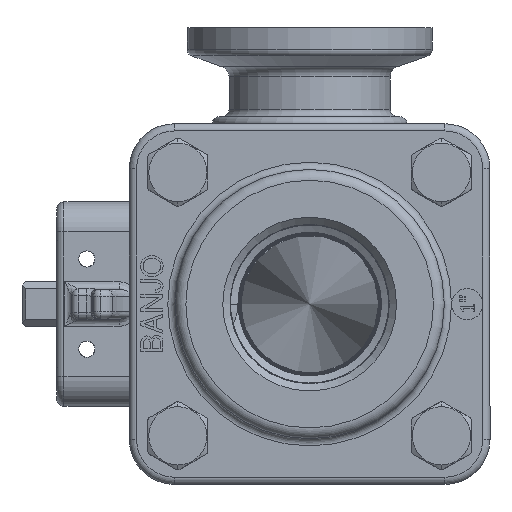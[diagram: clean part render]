
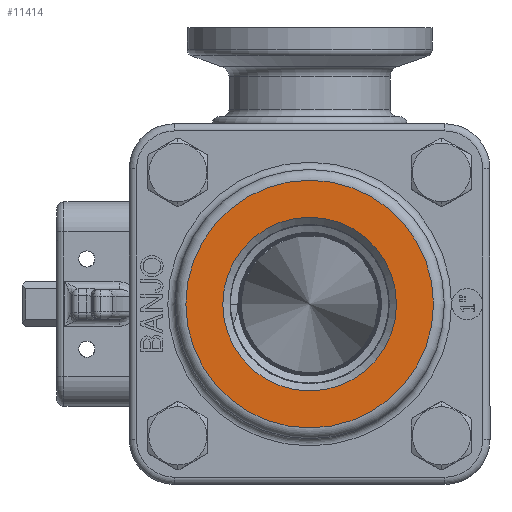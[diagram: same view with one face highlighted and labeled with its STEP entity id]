
A CAD part, left-side view. The second image highlights one B-rep face of the part: STEP entity #11414.
In plain terms, the highlighted face is planar.
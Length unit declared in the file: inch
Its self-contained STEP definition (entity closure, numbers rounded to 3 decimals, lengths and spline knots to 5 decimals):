
#1083=FACE_BOUND('',#2227,.T.);
#1468=FACE_OUTER_BOUND('',#2226,.T.);
#2226=EDGE_LOOP('',(#9299,#9300));
#2227=EDGE_LOOP('',(#9301,#9302));
#4364=CIRCLE('',#12693,1.03);
#4366=CIRCLE('',#12695,1.03);
#4367=CIRCLE('',#12697,0.7225);
#4368=CIRCLE('',#12698,0.7225);
#5277=VERTEX_POINT('',#22500);
#5278=VERTEX_POINT('',#22501);
#5279=VERTEX_POINT('',#22506);
#5280=VERTEX_POINT('',#22507);
#6677=EDGE_CURVE('',#5277,#5278,#4364,.T.);
#6679=EDGE_CURVE('',#5278,#5277,#4366,.T.);
#6680=EDGE_CURVE('',#5279,#5280,#4367,.T.);
#6681=EDGE_CURVE('',#5280,#5279,#4368,.T.);
#9299=ORIENTED_EDGE('',*,*,#6677,.F.);
#9300=ORIENTED_EDGE('',*,*,#6679,.F.);
#9301=ORIENTED_EDGE('',*,*,#6680,.F.);
#9302=ORIENTED_EDGE('',*,*,#6681,.F.);
#10971=PLANE('',#12696);
#11414=ADVANCED_FACE('',(#1468,#1083),#10971,.T.);
#12693=AXIS2_PLACEMENT_3D('',#22502,#15103,#15104);
#12695=AXIS2_PLACEMENT_3D('',#22504,#15107,#15108);
#12696=AXIS2_PLACEMENT_3D('',#22505,#15109,#15110);
#12697=AXIS2_PLACEMENT_3D('',#22508,#15111,#15112);
#12698=AXIS2_PLACEMENT_3D('',#22509,#15113,#15114);
#15103=DIRECTION('center_axis',(-1.,0.,0.));
#15104=DIRECTION('ref_axis',(0.,-1.,0.));
#15107=DIRECTION('center_axis',(-1.,0.,0.));
#15108=DIRECTION('ref_axis',(0.,-1.,0.));
#15109=DIRECTION('center_axis',(1.,0.,0.));
#15110=DIRECTION('ref_axis',(0.,0.,-1.));
#15111=DIRECTION('center_axis',(1.,0.,0.));
#15112=DIRECTION('ref_axis',(0.,1.,0.));
#15113=DIRECTION('center_axis',(1.,0.,0.));
#15114=DIRECTION('ref_axis',(0.,1.,0.));
#22500=CARTESIAN_POINT('',(1.375,1.03,0.));
#22501=CARTESIAN_POINT('',(1.375,0.,1.03));
#22502=CARTESIAN_POINT('Origin',(1.375,0.,0.));
#22504=CARTESIAN_POINT('Origin',(1.375,0.,0.));
#22505=CARTESIAN_POINT('Origin',(1.375,0.92125,0.));
#22506=CARTESIAN_POINT('',(1.375,0.7225,0.));
#22507=CARTESIAN_POINT('',(1.375,-0.7225,0.));
#22508=CARTESIAN_POINT('Origin',(1.375,0.,0.));
#22509=CARTESIAN_POINT('Origin',(1.375,0.,0.));
